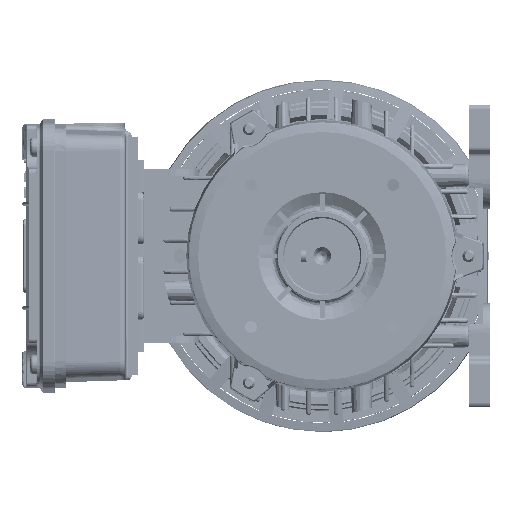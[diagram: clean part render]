
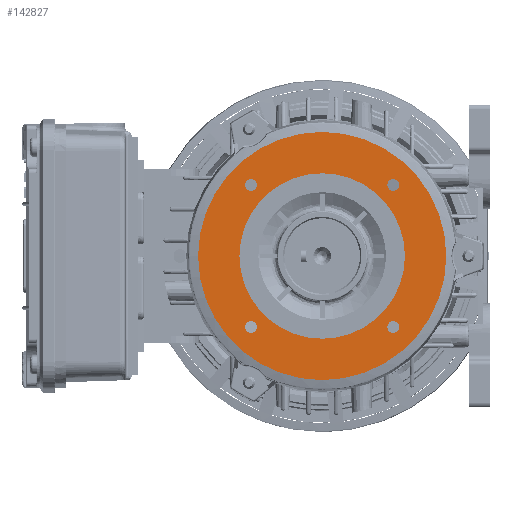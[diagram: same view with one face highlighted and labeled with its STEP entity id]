
A CAD part, left-side view. The second image highlights one B-rep face of the part: STEP entity #142827.
In plain terms, the highlighted planar face has unit normal (-1, 0, 0).
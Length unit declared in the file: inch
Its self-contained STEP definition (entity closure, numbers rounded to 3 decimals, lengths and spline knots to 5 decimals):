
#823 = ORIENTED_EDGE ( 'NONE', *, *, #61340, .F. ) ;
#1707 = ORIENTED_EDGE ( 'NONE', *, *, #62662, .F. ) ;
#2899 = CARTESIAN_POINT ( 'NONE',  ( -3.56299, -1.08473, -1.18315 ) ) ;
#3078 = CIRCLE ( 'NONE', #127843, 0.09843 ) ;
#11703 = DIRECTION ( 'NONE',  ( -1., 0., 0. ) ) ;
#12544 = ORIENTED_EDGE ( 'NONE', *, *, #114825, .F. ) ;
#12555 = CARTESIAN_POINT ( 'NONE',  ( -3.56299, 0., 0. ) ) ;
#12989 = CARTESIAN_POINT ( 'NONE',  ( -3.56299, 1.28158, 1.18315 ) ) ;
#14076 = DIRECTION ( 'NONE',  ( -1., 0., 0. ) ) ;
#14584 = AXIS2_PLACEMENT_3D ( 'NONE', #120326, #118591, #78648 ) ;
#14948 = FACE_OUTER_BOUND ( 'NONE', #111306, .T. ) ;
#15447 = ORIENTED_EDGE ( 'NONE', *, *, #19532, .F. ) ;
#16608 = VERTEX_POINT ( 'NONE', #49226 ) ;
#16660 = FACE_BOUND ( 'NONE', #84911, .T. ) ;
#17224 = ORIENTED_EDGE ( 'NONE', *, *, #17881, .F. ) ;
#17881 = EDGE_CURVE ( 'NONE', #69167, #41643, #57094, .T. ) ;
#18447 = CARTESIAN_POINT ( 'NONE',  ( -3.56299, 2.06693, 0. ) ) ;
#18873 = CIRCLE ( 'NONE', #112417, 2.06693 ) ;
#19532 = EDGE_CURVE ( 'NONE', #16608, #121934, #91343, .T. ) ;
#23678 = EDGE_LOOP ( 'NONE', ( #1707, #168146 ) ) ;
#26094 = CARTESIAN_POINT ( 'NONE',  ( -3.56299, 0., 0. ) ) ;
#27565 = CARTESIAN_POINT ( 'NONE',  ( -3.56299, 1.37795, 0. ) ) ;
#28600 = CARTESIAN_POINT ( 'NONE',  ( -3.56299, -1.08473, 1.18315 ) ) ;
#30023 = FACE_BOUND ( 'NONE', #103353, .T. ) ;
#32817 = CARTESIAN_POINT ( 'NONE',  ( -3.56299, -1.18315, 1.18315 ) ) ;
#33099 = ORIENTED_EDGE ( 'NONE', *, *, #48538, .F. ) ;
#41643 = VERTEX_POINT ( 'NONE', #27565 ) ;
#42313 = VERTEX_POINT ( 'NONE', #74211 ) ;
#45799 = CIRCLE ( 'NONE', #14584, 0.09843 ) ;
#47929 = DIRECTION ( 'NONE',  ( 1., 0., 0. ) ) ;
#48523 = ORIENTED_EDGE ( 'NONE', *, *, #132264, .F. ) ;
#48538 = EDGE_CURVE ( 'NONE', #127679, #42313, #143693, .T. ) ;
#48810 = CARTESIAN_POINT ( 'NONE',  ( -3.56299, 0., 0. ) ) ;
#49226 = CARTESIAN_POINT ( 'NONE',  ( -3.56299, 1.28158, -1.18315 ) ) ;
#50057 = CARTESIAN_POINT ( 'NONE',  ( -3.56299, -1.18315, -1.18315 ) ) ;
#52122 = CARTESIAN_POINT ( 'NONE',  ( -3.56299, -1.28158, -1.18315 ) ) ;
#52283 = DIRECTION ( 'NONE',  ( 1., 0., 0. ) ) ;
#55473 = CIRCLE ( 'NONE', #100882, 1.37795 ) ;
#55517 = DIRECTION ( 'NONE',  ( -1., 0., 0. ) ) ;
#55820 = FACE_BOUND ( 'NONE', #94461, .T. ) ;
#57094 = CIRCLE ( 'NONE', #127910, 1.37795 ) ;
#57124 = AXIS2_PLACEMENT_3D ( 'NONE', #102327, #104035, #73893 ) ;
#58322 = ORIENTED_EDGE ( 'NONE', *, *, #155406, .F. ) ;
#60351 = VERTEX_POINT ( 'NONE', #2899 ) ;
#61340 = EDGE_CURVE ( 'NONE', #100647, #116007, #167384, .T. ) ;
#61661 = DIRECTION ( 'NONE',  ( -1., 0., 0. ) ) ;
#62427 = ORIENTED_EDGE ( 'NONE', *, *, #66489, .F. ) ;
#62662 = EDGE_CURVE ( 'NONE', #98667, #75674, #45799, .T. ) ;
#62931 = AXIS2_PLACEMENT_3D ( 'NONE', #171014, #131981, #160328 ) ;
#66489 = EDGE_CURVE ( 'NONE', #121934, #16608, #163012, .T. ) ;
#67054 = DIRECTION ( 'NONE',  ( 0., 1., 0. ) ) ;
#69167 = VERTEX_POINT ( 'NONE', #148865 ) ;
#71343 = DIRECTION ( 'NONE',  ( -1., 0., 0. ) ) ;
#71956 = AXIS2_PLACEMENT_3D ( 'NONE', #50057, #61661, #118403 ) ;
#73893 = DIRECTION ( 'NONE',  ( 0., 1., 0. ) ) ;
#74211 = CARTESIAN_POINT ( 'NONE',  ( -3.56299, -1.28158, 1.18315 ) ) ;
#75674 = VERTEX_POINT ( 'NONE', #153988 ) ;
#78648 = DIRECTION ( 'NONE',  ( 0., 1., 0. ) ) ;
#81273 = CARTESIAN_POINT ( 'NONE',  ( -3.56299, 1.18315, -1.18315 ) ) ;
#84911 = EDGE_LOOP ( 'NONE', ( #15447, #62427 ) ) ;
#85093 = CARTESIAN_POINT ( 'NONE',  ( -3.56299, -2.06693, 0. ) ) ;
#91343 = CIRCLE ( 'NONE', #62931, 0.09843 ) ;
#94461 = EDGE_LOOP ( 'NONE', ( #58322, #12544 ) ) ;
#95598 = EDGE_CURVE ( 'NONE', #42313, #127679, #133637, .T. ) ;
#98386 = PLANE ( 'NONE',  #112910 ) ;
#98667 = VERTEX_POINT ( 'NONE', #12989 ) ;
#100647 = VERTEX_POINT ( 'NONE', #85093 ) ;
#100714 = VERTEX_POINT ( 'NONE', #52122 ) ;
#100882 = AXIS2_PLACEMENT_3D ( 'NONE', #12555, #11703, #133318 ) ;
#101761 = CIRCLE ( 'NONE', #121684, 0.09843 ) ;
#102327 = CARTESIAN_POINT ( 'NONE',  ( -3.56299, -1.18315, 1.18315 ) ) ;
#103353 = EDGE_LOOP ( 'NONE', ( #33099, #141659 ) ) ;
#103654 = AXIS2_PLACEMENT_3D ( 'NONE', #81273, #55517, #67054 ) ;
#104035 = DIRECTION ( 'NONE',  ( -1., 0., 0. ) ) ;
#106043 = DIRECTION ( 'NONE',  ( 0., 1., 0. ) ) ;
#109932 = DIRECTION ( 'NONE',  ( 1., 0., 0. ) ) ;
#111306 = EDGE_LOOP ( 'NONE', ( #128936, #823 ) ) ;
#112417 = AXIS2_PLACEMENT_3D ( 'NONE', #48810, #47929, #129543 ) ;
#112433 = AXIS2_PLACEMENT_3D ( 'NONE', #32817, #153487, #126891 ) ;
#112910 = AXIS2_PLACEMENT_3D ( 'NONE', #163173, #109932, #124994 ) ;
#114808 = DIRECTION ( 'NONE',  ( 0., 1., 0. ) ) ;
#114825 = EDGE_CURVE ( 'NONE', #100714, #60351, #3078, .T. ) ;
#116007 = VERTEX_POINT ( 'NONE', #18447 ) ;
#118403 = DIRECTION ( 'NONE',  ( 0., 1., 0. ) ) ;
#118591 = DIRECTION ( 'NONE',  ( -1., 0., 0. ) ) ;
#119772 = CARTESIAN_POINT ( 'NONE',  ( -3.56299, -1.18315, -1.18315 ) ) ;
#120326 = CARTESIAN_POINT ( 'NONE',  ( -3.56299, 1.18315, 1.18315 ) ) ;
#120779 = EDGE_CURVE ( 'NONE', #116007, #100647, #18873, .T. ) ;
#121684 = AXIS2_PLACEMENT_3D ( 'NONE', #152045, #71343, #114808 ) ;
#121934 = VERTEX_POINT ( 'NONE', #132215 ) ;
#124994 = DIRECTION ( 'NONE',  ( 0., 1., 0. ) ) ;
#126891 = DIRECTION ( 'NONE',  ( 0., 1., 0. ) ) ;
#127679 = VERTEX_POINT ( 'NONE', #28600 ) ;
#127843 = AXIS2_PLACEMENT_3D ( 'NONE', #119772, #14076, #174721 ) ;
#127910 = AXIS2_PLACEMENT_3D ( 'NONE', #26094, #149375, #106043 ) ;
#128936 = ORIENTED_EDGE ( 'NONE', *, *, #120779, .F. ) ;
#129543 = DIRECTION ( 'NONE',  ( 0., 1., 0. ) ) ;
#131981 = DIRECTION ( 'NONE',  ( -1., 0., 0. ) ) ;
#132215 = CARTESIAN_POINT ( 'NONE',  ( -3.56299, 1.08473, -1.18315 ) ) ;
#132264 = EDGE_CURVE ( 'NONE', #41643, #69167, #55473, .T. ) ;
#133318 = DIRECTION ( 'NONE',  ( 0., 1., 0. ) ) ;
#133637 = CIRCLE ( 'NONE', #57124, 0.09843 ) ;
#139235 = EDGE_CURVE ( 'NONE', #75674, #98667, #101761, .T. ) ;
#141659 = ORIENTED_EDGE ( 'NONE', *, *, #95598, .F. ) ;
#141828 = AXIS2_PLACEMENT_3D ( 'NONE', #144577, #52283, #158796 ) ;
#142827 = ADVANCED_FACE ( 'NONE', ( #151571, #14948, #16660, #164917, #30023, #55820 ), #98386, .F. ) ;
#143693 = CIRCLE ( 'NONE', #112433, 0.09843 ) ;
#143937 = EDGE_LOOP ( 'NONE', ( #48523, #17224 ) ) ;
#144577 = CARTESIAN_POINT ( 'NONE',  ( -3.56299, 0., 0. ) ) ;
#148865 = CARTESIAN_POINT ( 'NONE',  ( -3.56299, -1.37795, 0. ) ) ;
#149375 = DIRECTION ( 'NONE',  ( -1., 0., 0. ) ) ;
#151351 = CIRCLE ( 'NONE', #71956, 0.09843 ) ;
#151571 = FACE_BOUND ( 'NONE', #143937, .T. ) ;
#152045 = CARTESIAN_POINT ( 'NONE',  ( -3.56299, 1.18315, 1.18315 ) ) ;
#153487 = DIRECTION ( 'NONE',  ( -1., 0., 0. ) ) ;
#153988 = CARTESIAN_POINT ( 'NONE',  ( -3.56299, 1.08473, 1.18315 ) ) ;
#155406 = EDGE_CURVE ( 'NONE', #60351, #100714, #151351, .T. ) ;
#158796 = DIRECTION ( 'NONE',  ( 0., 1., 0. ) ) ;
#160328 = DIRECTION ( 'NONE',  ( 0., 1., 0. ) ) ;
#163012 = CIRCLE ( 'NONE', #103654, 0.09843 ) ;
#163173 = CARTESIAN_POINT ( 'NONE',  ( -3.56299, 0., 1.37795 ) ) ;
#164917 = FACE_BOUND ( 'NONE', #23678, .T. ) ;
#167384 = CIRCLE ( 'NONE', #141828, 2.06693 ) ;
#168146 = ORIENTED_EDGE ( 'NONE', *, *, #139235, .F. ) ;
#171014 = CARTESIAN_POINT ( 'NONE',  ( -3.56299, 1.18315, -1.18315 ) ) ;
#174721 = DIRECTION ( 'NONE',  ( 0., 1., 0. ) ) ;
